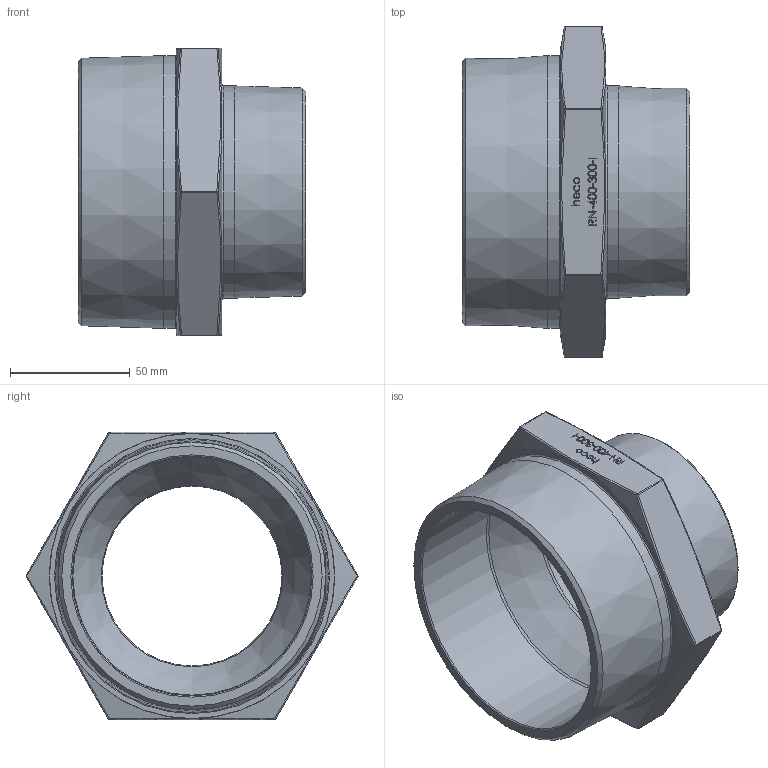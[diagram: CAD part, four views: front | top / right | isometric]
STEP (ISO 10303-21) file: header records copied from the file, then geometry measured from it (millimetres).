
FILE_DESCRIPTION (( 'STEP AP214' ), '1' );
FILE_NAME ('RN-400-300-I 2309.STEP', '2023-09-19T11:27:37', ( '' ), ( '' ), 'SwSTEP 2.0', 'SolidWorks 2019', '' );
FILE_SCHEMA (( 'AUTOMOTIVE_DESIGN' ));
Length unit declared in the file: millimetre
Products named in the file (1): RN-400-300-I  2309
Bounding box: 95 x 138.41 x 120.01 mm (x, y, z)
Volume: 270370.6 mm3; surface area: 69877 mm2
Topology: 1 solids, 1 shells, 239 faces, 599 edges, 384 vertices
Faces by surface type: bspline 102, plane 100, sphere 12, cylinder 10, torus 8, cone 7
Full cylindrical faces by diameter (mm): 75 x1, 88.459 x1, 100 x1, 113.68 x1
Entity records: 14728 total; most frequent: CARTESIAN_POINT 7954, ORIENTED_EDGE 1124, DIRECTION 692, EDGE_CURVE 562, VERTEX_POINT 370, VECTOR 300, LINE 300, EDGE_LOOP 286
